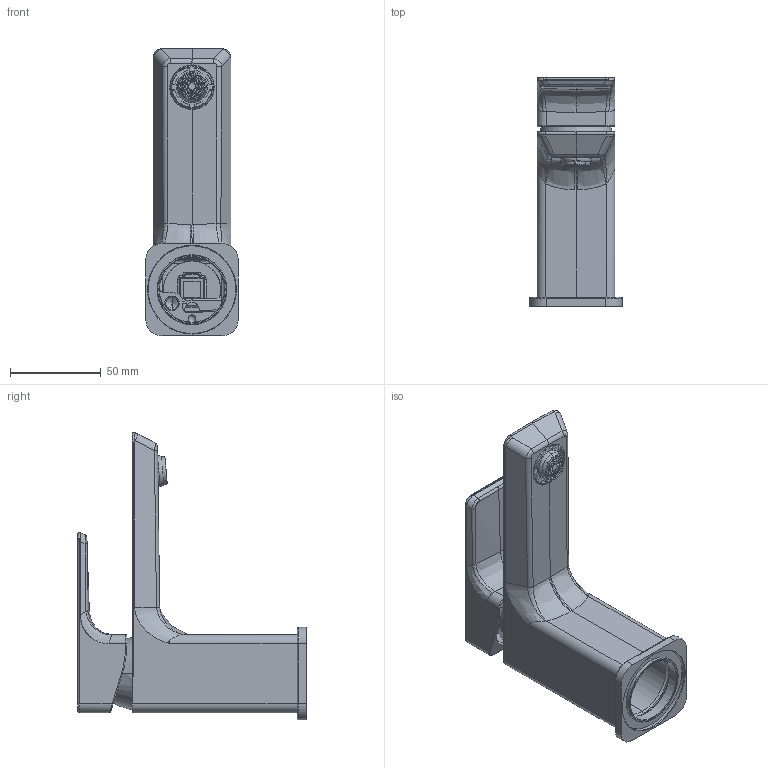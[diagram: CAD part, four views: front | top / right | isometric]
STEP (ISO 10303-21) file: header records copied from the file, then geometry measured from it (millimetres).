
FILE_DESCRIPTION((''),'2;1');
FILE_NAME('205-S-SUBWAY_ASM','2024-10-03T09:52:12',('alessandrom'),('YOUR_COMPANY_NAME'),'CREO PARAMETRIC BY PTC INC, 2023424','CREO PARAMETRIC BY PTC INC, 2023424','');
FILE_SCHEMA(('CONFIG_CONTROL_DESIGN','SHAPE_APPEARANCE_LAYERS_GROUPS'));
Products named in the file (8): 6502; 6503_1_AF0; 3923_AF0; 1503; A1454-6501; AC53G5682ASSSLC1_2NE; AM190N; 205-S-SUBWAY_ASM
Assembly tree (7 placements, depth 2):
  205-S-SUBWAY_ASM
    6502
    6503_1_AF0
    3923_AF0
    1503
    A1454-6501
    AC53G5682ASSSLC1_2NE
    AM190N
Bounding box: 51 x 126.05 x 158.75 mm (x, y, z)
Volume: 145671.7 mm3; surface area: 77254.9 mm2
Topology: 7 solids, 12 shells, 1434 faces, 3952 edges, 2415 vertices
Faces by surface type: plane 746, cylinder 346, bspline 238, cone 38, torus 35, sphere 29, revolution 2
Entity records: 74206 total; most frequent: CARTESIAN_POINT 25608, ORIENTED_EDGE 7854, DIRECTION 6577, PRESENTATION_STYLE_ASSIGNMENT 4121, STYLED_ITEM 4021, CURVE_STYLE 3935, EDGE_CURVE 3935, VERTEX_POINT 2414
